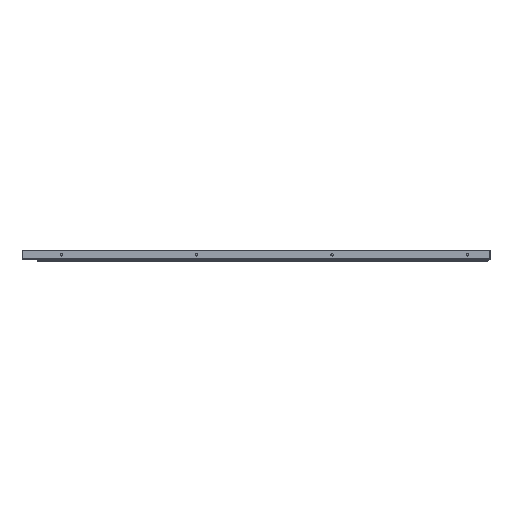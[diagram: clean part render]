
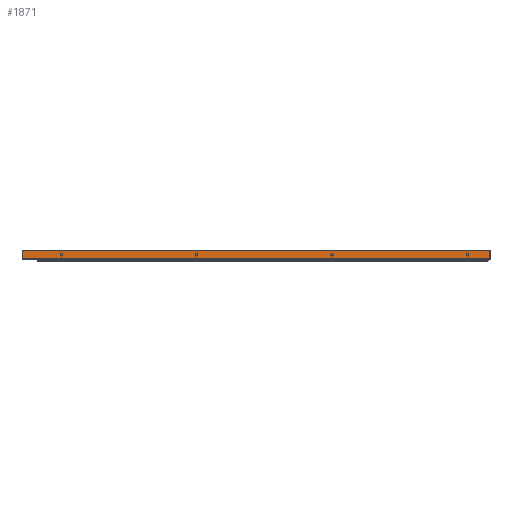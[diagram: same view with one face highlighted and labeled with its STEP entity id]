
A CAD part, front view. The second image highlights one B-rep face of the part: STEP entity #1871.
In plain terms, the highlighted face is planar.
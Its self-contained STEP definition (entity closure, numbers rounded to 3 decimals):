
#74 = EDGE_CURVE ( 'NONE', #1955, #3426, #3533, .T. ) ;
#175 = ORIENTED_EDGE ( 'NONE', *, *, #5310, .F. ) ;
#191 = CARTESIAN_POINT ( 'NONE',  ( -30., 100., 5.5 ) ) ;
#474 = DIRECTION ( 'NONE',  ( 0., 0., -1. ) ) ;
#480 = DIRECTION ( 'NONE',  ( 0., 0., -1. ) ) ;
#533 = CARTESIAN_POINT ( 'NONE',  ( -30., 1300., -5.5 ) ) ;
#578 = CIRCLE ( 'NONE', #5462, 5.5 ) ;
#635 = DIRECTION ( 'NONE',  ( 1., 0., 0. ) ) ;
#731 = ORIENTED_EDGE ( 'NONE', *, *, #8247, .T. ) ;
#757 = VERTEX_POINT ( 'NONE', #4457 ) ;
#885 = AXIS2_PLACEMENT_3D ( 'NONE', #1146, #5240, #5826 ) ;
#965 = DIRECTION ( 'NONE',  ( 0., -1., 0. ) ) ;
#987 = VECTOR ( 'NONE', #6569, 1000. ) ;
#1038 = FACE_BOUND ( 'NONE', #5562, .T. ) ;
#1119 = ORIENTED_EDGE ( 'NONE', *, *, #8408, .T. ) ;
#1146 = CARTESIAN_POINT ( 'NONE',  ( -30., 700., 0. ) ) ;
#1165 = EDGE_LOOP ( 'NONE', ( #1119, #4074 ) ) ;
#1177 = VERTEX_POINT ( 'NONE', #533 ) ;
#1242 = CARTESIAN_POINT ( 'NONE',  ( -30., 1300., 0. ) ) ;
#1361 = EDGE_LOOP ( 'NONE', ( #2579, #7335 ) ) ;
#1611 = VERTEX_POINT ( 'NONE', #7955 ) ;
#1671 = CARTESIAN_POINT ( 'NONE',  ( -30., 2074.5, 20. ) ) ;
#1722 = ORIENTED_EDGE ( 'NONE', *, *, #3018, .F. ) ;
#1819 = VERTEX_POINT ( 'NONE', #4232 ) ;
#1871 = ADVANCED_FACE ( 'NONE', ( #5087, #1038, #5000, #5670, #7840 ), #3109, .F. ) ;
#1937 = CARTESIAN_POINT ( 'NONE',  ( -30., 700., 5.5 ) ) ;
#1955 = VERTEX_POINT ( 'NONE', #5852 ) ;
#1996 = DIRECTION ( 'NONE',  ( 1., 0., 0. ) ) ;
#1998 = LINE ( 'NONE', #4613, #7780 ) ;
#2026 = CIRCLE ( 'NONE', #7059, 5.5 ) ;
#2052 = AXIS2_PLACEMENT_3D ( 'NONE', #7964, #5072, #7912 ) ;
#2115 = CARTESIAN_POINT ( 'NONE',  ( -30., 100., 0. ) ) ;
#2383 = CARTESIAN_POINT ( 'NONE',  ( -30., 100., -5.5 ) ) ;
#2472 = DIRECTION ( 'NONE',  ( 0., 0., -1. ) ) ;
#2478 = VERTEX_POINT ( 'NONE', #5181 ) ;
#2526 = CARTESIAN_POINT ( 'NONE',  ( -30., 700., 0. ) ) ;
#2572 = VERTEX_POINT ( 'NONE', #7169 ) ;
#2579 = ORIENTED_EDGE ( 'NONE', *, *, #4302, .T. ) ;
#2602 = AXIS2_PLACEMENT_3D ( 'NONE', #3889, #6691, #480 ) ;
#2758 = VERTEX_POINT ( 'NONE', #191 ) ;
#2770 = CIRCLE ( 'NONE', #2052, 5.5 ) ;
#3018 = EDGE_CURVE ( 'NONE', #1955, #3267, #4409, .T. ) ;
#3037 = CIRCLE ( 'NONE', #2602, 5.5 ) ;
#3058 = VECTOR ( 'NONE', #965, 1000. ) ;
#3109 = PLANE ( 'NONE',  #6522 ) ;
#3131 = EDGE_CURVE ( 'NONE', #4346, #2572, #2026, .T. ) ;
#3267 = VERTEX_POINT ( 'NONE', #7533 ) ;
#3423 = DIRECTION ( 'NONE',  ( 1., 0., 0. ) ) ;
#3426 = VERTEX_POINT ( 'NONE', #8687 ) ;
#3471 = EDGE_CURVE ( 'NONE', #757, #1177, #3037, .T. ) ;
#3533 = LINE ( 'NONE', #7045, #3058 ) ;
#3761 = AXIS2_PLACEMENT_3D ( 'NONE', #1242, #1996, #474 ) ;
#3845 = ORIENTED_EDGE ( 'NONE', *, *, #74, .T. ) ;
#3889 = CARTESIAN_POINT ( 'NONE',  ( -30., 1300., 0. ) ) ;
#4074 = ORIENTED_EDGE ( 'NONE', *, *, #5779, .T. ) ;
#4227 = VERTEX_POINT ( 'NONE', #2383 ) ;
#4232 = CARTESIAN_POINT ( 'NONE',  ( -30., 0., 20. ) ) ;
#4288 = EDGE_LOOP ( 'NONE', ( #4711, #4552 ) ) ;
#4302 = EDGE_CURVE ( 'NONE', #2478, #1611, #578, .T. ) ;
#4346 = VERTEX_POINT ( 'NONE', #1937 ) ;
#4409 = LINE ( 'NONE', #7162, #7920 ) ;
#4410 = DIRECTION ( 'NONE',  ( 0., 0., -1. ) ) ;
#4457 = CARTESIAN_POINT ( 'NONE',  ( -30., 1300., 5.5 ) ) ;
#4486 = CIRCLE ( 'NONE', #3761, 5.5 ) ;
#4552 = ORIENTED_EDGE ( 'NONE', *, *, #3131, .T. ) ;
#4613 = CARTESIAN_POINT ( 'NONE',  ( -30., 2074.5, 20. ) ) ;
#4711 = ORIENTED_EDGE ( 'NONE', *, *, #8532, .T. ) ;
#4905 = CIRCLE ( 'NONE', #5190, 5.5 ) ;
#4974 = CARTESIAN_POINT ( 'NONE',  ( -30., 100., 0. ) ) ;
#5000 = FACE_BOUND ( 'NONE', #4288, .T. ) ;
#5072 = DIRECTION ( 'NONE',  ( 1., 0., 0. ) ) ;
#5087 = FACE_BOUND ( 'NONE', #1361, .T. ) ;
#5181 = CARTESIAN_POINT ( 'NONE',  ( -30., 1900., -5.5 ) ) ;
#5190 = AXIS2_PLACEMENT_3D ( 'NONE', #2115, #3423, #5568 ) ;
#5240 = DIRECTION ( 'NONE',  ( 1., 0., 0. ) ) ;
#5307 = LINE ( 'NONE', #8066, #987 ) ;
#5310 = EDGE_CURVE ( 'NONE', #3267, #1819, #1998, .T. ) ;
#5462 = AXIS2_PLACEMENT_3D ( 'NONE', #5888, #8659, #2472 ) ;
#5562 = EDGE_LOOP ( 'NONE', ( #6169, #7580 ) ) ;
#5568 = DIRECTION ( 'NONE',  ( 0., 0., -1. ) ) ;
#5617 = CIRCLE ( 'NONE', #885, 5.5 ) ;
#5670 = FACE_BOUND ( 'NONE', #1165, .T. ) ;
#5779 = EDGE_CURVE ( 'NONE', #2758, #4227, #4905, .T. ) ;
#5826 = DIRECTION ( 'NONE',  ( 0., 0., -1. ) ) ;
#5852 = CARTESIAN_POINT ( 'NONE',  ( -30., 2074.5, -20. ) ) ;
#5888 = CARTESIAN_POINT ( 'NONE',  ( -30., 1900., 0. ) ) ;
#5965 = DIRECTION ( 'NONE',  ( 0., -1., 0. ) ) ;
#6169 = ORIENTED_EDGE ( 'NONE', *, *, #7395, .T. ) ;
#6170 = CIRCLE ( 'NONE', #7891, 5.5 ) ;
#6522 = AXIS2_PLACEMENT_3D ( 'NONE', #1671, #6529, #4410 ) ;
#6529 = DIRECTION ( 'NONE',  ( 1., 0., 0. ) ) ;
#6569 = DIRECTION ( 'NONE',  ( 0., 0., 1. ) ) ;
#6691 = DIRECTION ( 'NONE',  ( 1., 0., 0. ) ) ;
#6956 = EDGE_CURVE ( 'NONE', #1611, #2478, #2770, .T. ) ;
#7045 = CARTESIAN_POINT ( 'NONE',  ( -30., 2074.5, -20. ) ) ;
#7059 = AXIS2_PLACEMENT_3D ( 'NONE', #2526, #635, #8753 ) ;
#7162 = CARTESIAN_POINT ( 'NONE',  ( -30., 2074.5, 20. ) ) ;
#7169 = CARTESIAN_POINT ( 'NONE',  ( -30., 700., -5.5 ) ) ;
#7335 = ORIENTED_EDGE ( 'NONE', *, *, #6956, .T. ) ;
#7395 = EDGE_CURVE ( 'NONE', #1177, #757, #4486, .T. ) ;
#7533 = CARTESIAN_POINT ( 'NONE',  ( -30., 2074.5, 20. ) ) ;
#7580 = ORIENTED_EDGE ( 'NONE', *, *, #3471, .T. ) ;
#7648 = DIRECTION ( 'NONE',  ( 0., 0., -1. ) ) ;
#7780 = VECTOR ( 'NONE', #5965, 1000. ) ;
#7840 = FACE_OUTER_BOUND ( 'NONE', #8826, .T. ) ;
#7891 = AXIS2_PLACEMENT_3D ( 'NONE', #4974, #8416, #7648 ) ;
#7912 = DIRECTION ( 'NONE',  ( 0., 0., -1. ) ) ;
#7920 = VECTOR ( 'NONE', #8846, 1000. ) ;
#7955 = CARTESIAN_POINT ( 'NONE',  ( -30., 1900., 5.5 ) ) ;
#7964 = CARTESIAN_POINT ( 'NONE',  ( -30., 1900., 0. ) ) ;
#8066 = CARTESIAN_POINT ( 'NONE',  ( -30., 0., 20. ) ) ;
#8247 = EDGE_CURVE ( 'NONE', #3426, #1819, #5307, .T. ) ;
#8408 = EDGE_CURVE ( 'NONE', #4227, #2758, #6170, .T. ) ;
#8416 = DIRECTION ( 'NONE',  ( 1., 0., 0. ) ) ;
#8532 = EDGE_CURVE ( 'NONE', #2572, #4346, #5617, .T. ) ;
#8659 = DIRECTION ( 'NONE',  ( 1., 0., 0. ) ) ;
#8687 = CARTESIAN_POINT ( 'NONE',  ( -30., 0., -20. ) ) ;
#8753 = DIRECTION ( 'NONE',  ( 0., 0., -1. ) ) ;
#8826 = EDGE_LOOP ( 'NONE', ( #731, #175, #1722, #3845 ) ) ;
#8846 = DIRECTION ( 'NONE',  ( 0., 0., 1. ) ) ;
